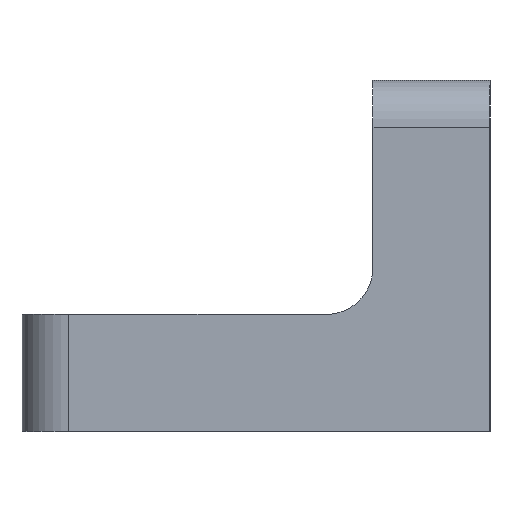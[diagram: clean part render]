
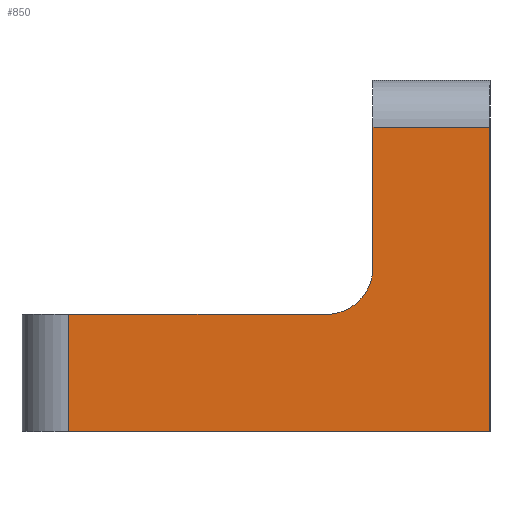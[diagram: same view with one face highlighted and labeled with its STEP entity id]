
A CAD part, left-side view. The second image highlights one B-rep face of the part: STEP entity #850.
In plain terms, the highlighted planar face has unit normal (-1, 0, 0).
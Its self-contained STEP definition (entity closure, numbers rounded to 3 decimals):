
#73 = PLANE('',#74);
#74 = AXIS2_PLACEMENT_3D('',#75,#76,#77);
#75 = CARTESIAN_POINT('',(-12.5,20.,-2.5));
#76 = DIRECTION('',(0.,0.,-1.));
#77 = DIRECTION('',(-1.,0.,-0.));
#127 = PLANE('',#128);
#128 = AXIS2_PLACEMENT_3D('',#129,#130,#131);
#129 = CARTESIAN_POINT('',(-12.5,5.,-7.5));
#130 = DIRECTION('',(0.,0.,1.));
#131 = DIRECTION('',(1.,0.,-0.));
#305 = PLANE('',#306);
#306 = AXIS2_PLACEMENT_3D('',#307,#308,#309);
#307 = CARTESIAN_POINT('',(0.,5.,0.));
#308 = DIRECTION('',(0.,1.,0.));
#309 = DIRECTION('',(0.,-0.,1.));
#355 = PLANE('',#356);
#356 = AXIS2_PLACEMENT_3D('',#357,#358,#359);
#357 = CARTESIAN_POINT('',(0.,0.,0.));
#358 = DIRECTION('',(0.,1.,0.));
#359 = DIRECTION('',(0.,-0.,1.));
#647 = CYLINDRICAL_SURFACE('',#648,2.);
#648 = AXIS2_PLACEMENT_3D('',#649,#650,#651);
#649 = CARTESIAN_POINT('',(-12.5,7.,-0.5));
#650 = DIRECTION('',(1.,-0.,0.));
#651 = DIRECTION('',(0.,0.,-1.));
#770 = VERTEX_POINT('',#771);
#771 = CARTESIAN_POINT('',(-12.5,0.,-7.5));
#792 = EDGE_CURVE('',#793,#770,#795,.T.);
#793 = VERTEX_POINT('',#794);
#794 = CARTESIAN_POINT('',(-12.5,18.,-7.5));
#795 = SURFACE_CURVE('',#796,(#800,#807),.PCURVE_S1.);
#796 = LINE('',#797,#798);
#797 = CARTESIAN_POINT('',(-12.5,5.,-7.5));
#798 = VECTOR('',#799,1.);
#799 = DIRECTION('',(-0.,-1.,-0.));
#800 = PCURVE('',#127,#801);
#801 = DEFINITIONAL_REPRESENTATION('',(#802),#806);
#802 = LINE('',#803,#804);
#803 = CARTESIAN_POINT('',(0.,0.));
#804 = VECTOR('',#805,1.);
#805 = DIRECTION('',(0.,-1.));
#806 = ( GEOMETRIC_REPRESENTATION_CONTEXT(2) 
PARAMETRIC_REPRESENTATION_CONTEXT() REPRESENTATION_CONTEXT('2D SPACE',''
  ) );
#807 = PCURVE('',#808,#813);
#808 = PLANE('',#809);
#809 = AXIS2_PLACEMENT_3D('',#810,#811,#812);
#810 = CARTESIAN_POINT('',(-12.5,5.,-7.5));
#811 = DIRECTION('',(1.,0.,0.));
#812 = DIRECTION('',(0.,0.,-1.));
#813 = DEFINITIONAL_REPRESENTATION('',(#814),#818);
#814 = LINE('',#815,#816);
#815 = CARTESIAN_POINT('',(0.,0.));
#816 = VECTOR('',#817,1.);
#817 = DIRECTION('',(0.,-1.));
#818 = ( GEOMETRIC_REPRESENTATION_CONTEXT(2) 
PARAMETRIC_REPRESENTATION_CONTEXT() REPRESENTATION_CONTEXT('2D SPACE',''
  ) );
#839 = CYLINDRICAL_SURFACE('',#840,2.);
#840 = AXIS2_PLACEMENT_3D('',#841,#842,#843);
#841 = CARTESIAN_POINT('',(-10.5,18.,0.));
#842 = DIRECTION('',(0.,0.,-1.));
#843 = DIRECTION('',(-1.,0.,0.));
#850 = ADVANCED_FACE('',(#851),#808,.F.);
#851 = FACE_BOUND('',#852,.T.);
#852 = EDGE_LOOP('',(#853,#876,#904,#927,#951,#974,#995));
#853 = ORIENTED_EDGE('',*,*,#854,.T.);
#854 = EDGE_CURVE('',#770,#855,#857,.T.);
#855 = VERTEX_POINT('',#856);
#856 = CARTESIAN_POINT('',(-12.5,0.,5.5));
#857 = SURFACE_CURVE('',#858,(#862,#869),.PCURVE_S1.);
#858 = LINE('',#859,#860);
#859 = CARTESIAN_POINT('',(-12.5,0.,-7.5));
#860 = VECTOR('',#861,1.);
#861 = DIRECTION('',(0.,0.,1.));
#862 = PCURVE('',#808,#863);
#863 = DEFINITIONAL_REPRESENTATION('',(#864),#868);
#864 = LINE('',#865,#866);
#865 = CARTESIAN_POINT('',(0.,-5.));
#866 = VECTOR('',#867,1.);
#867 = DIRECTION('',(-1.,0.));
#868 = ( GEOMETRIC_REPRESENTATION_CONTEXT(2) 
PARAMETRIC_REPRESENTATION_CONTEXT() REPRESENTATION_CONTEXT('2D SPACE',''
  ) );
#869 = PCURVE('',#355,#870);
#870 = DEFINITIONAL_REPRESENTATION('',(#871),#875);
#871 = LINE('',#872,#873);
#872 = CARTESIAN_POINT('',(-7.5,-12.5));
#873 = VECTOR('',#874,1.);
#874 = DIRECTION('',(1.,0.));
#875 = ( GEOMETRIC_REPRESENTATION_CONTEXT(2) 
PARAMETRIC_REPRESENTATION_CONTEXT() REPRESENTATION_CONTEXT('2D SPACE',''
  ) );
#876 = ORIENTED_EDGE('',*,*,#877,.T.);
#877 = EDGE_CURVE('',#855,#878,#880,.T.);
#878 = VERTEX_POINT('',#879);
#879 = CARTESIAN_POINT('',(-12.5,5.,5.5));
#880 = SURFACE_CURVE('',#881,(#885,#892),.PCURVE_S1.);
#881 = LINE('',#882,#883);
#882 = CARTESIAN_POINT('',(-12.5,5.,5.5));
#883 = VECTOR('',#884,1.);
#884 = DIRECTION('',(-0.,1.,-0.));
#885 = PCURVE('',#808,#886);
#886 = DEFINITIONAL_REPRESENTATION('',(#887),#891);
#887 = LINE('',#888,#889);
#888 = CARTESIAN_POINT('',(-13.,0.));
#889 = VECTOR('',#890,1.);
#890 = DIRECTION('',(0.,1.));
#891 = ( GEOMETRIC_REPRESENTATION_CONTEXT(2) 
PARAMETRIC_REPRESENTATION_CONTEXT() REPRESENTATION_CONTEXT('2D SPACE',''
  ) );
#892 = PCURVE('',#893,#898);
#893 = CYLINDRICAL_SURFACE('',#894,2.);
#894 = AXIS2_PLACEMENT_3D('',#895,#896,#897);
#895 = CARTESIAN_POINT('',(-10.5,5.,5.5));
#896 = DIRECTION('',(0.,-1.,0.));
#897 = DIRECTION('',(0.,0.,-1.));
#898 = DEFINITIONAL_REPRESENTATION('',(#899),#903);
#899 = LINE('',#900,#901);
#900 = CARTESIAN_POINT('',(4.712,0.));
#901 = VECTOR('',#902,1.);
#902 = DIRECTION('',(0.,-1.));
#903 = ( GEOMETRIC_REPRESENTATION_CONTEXT(2) 
PARAMETRIC_REPRESENTATION_CONTEXT() REPRESENTATION_CONTEXT('2D SPACE',''
  ) );
#904 = ORIENTED_EDGE('',*,*,#905,.F.);
#905 = EDGE_CURVE('',#906,#878,#908,.T.);
#906 = VERTEX_POINT('',#907);
#907 = CARTESIAN_POINT('',(-12.5,5.,-0.5));
#908 = SURFACE_CURVE('',#909,(#913,#920),.PCURVE_S1.);
#909 = LINE('',#910,#911);
#910 = CARTESIAN_POINT('',(-12.5,5.,-7.5));
#911 = VECTOR('',#912,1.);
#912 = DIRECTION('',(0.,0.,1.));
#913 = PCURVE('',#808,#914);
#914 = DEFINITIONAL_REPRESENTATION('',(#915),#919);
#915 = LINE('',#916,#917);
#916 = CARTESIAN_POINT('',(0.,0.));
#917 = VECTOR('',#918,1.);
#918 = DIRECTION('',(-1.,0.));
#919 = ( GEOMETRIC_REPRESENTATION_CONTEXT(2) 
PARAMETRIC_REPRESENTATION_CONTEXT() REPRESENTATION_CONTEXT('2D SPACE',''
  ) );
#920 = PCURVE('',#305,#921);
#921 = DEFINITIONAL_REPRESENTATION('',(#922),#926);
#922 = LINE('',#923,#924);
#923 = CARTESIAN_POINT('',(-7.5,-12.5));
#924 = VECTOR('',#925,1.);
#925 = DIRECTION('',(1.,0.));
#926 = ( GEOMETRIC_REPRESENTATION_CONTEXT(2) 
PARAMETRIC_REPRESENTATION_CONTEXT() REPRESENTATION_CONTEXT('2D SPACE',''
  ) );
#927 = ORIENTED_EDGE('',*,*,#928,.T.);
#928 = EDGE_CURVE('',#906,#929,#931,.T.);
#929 = VERTEX_POINT('',#930);
#930 = CARTESIAN_POINT('',(-12.5,7.,-2.5));
#931 = SURFACE_CURVE('',#932,(#937,#944),.PCURVE_S1.);
#932 = CIRCLE('',#933,2.);
#933 = AXIS2_PLACEMENT_3D('',#934,#935,#936);
#934 = CARTESIAN_POINT('',(-12.5,7.,-0.5));
#935 = DIRECTION('',(1.,0.,0.));
#936 = DIRECTION('',(0.,0.,-1.));
#937 = PCURVE('',#808,#938);
#938 = DEFINITIONAL_REPRESENTATION('',(#939),#943);
#939 = CIRCLE('',#940,2.);
#940 = AXIS2_PLACEMENT_2D('',#941,#942);
#941 = CARTESIAN_POINT('',(-7.,2.));
#942 = DIRECTION('',(1.,0.));
#943 = ( GEOMETRIC_REPRESENTATION_CONTEXT(2) 
PARAMETRIC_REPRESENTATION_CONTEXT() REPRESENTATION_CONTEXT('2D SPACE',''
  ) );
#944 = PCURVE('',#647,#945);
#945 = DEFINITIONAL_REPRESENTATION('',(#946),#950);
#946 = LINE('',#947,#948);
#947 = CARTESIAN_POINT('',(0.,0.));
#948 = VECTOR('',#949,1.);
#949 = DIRECTION('',(1.,0.));
#950 = ( GEOMETRIC_REPRESENTATION_CONTEXT(2) 
PARAMETRIC_REPRESENTATION_CONTEXT() REPRESENTATION_CONTEXT('2D SPACE',''
  ) );
#951 = ORIENTED_EDGE('',*,*,#952,.F.);
#952 = EDGE_CURVE('',#953,#929,#955,.T.);
#953 = VERTEX_POINT('',#954);
#954 = CARTESIAN_POINT('',(-12.5,18.,-2.5));
#955 = SURFACE_CURVE('',#956,(#960,#967),.PCURVE_S1.);
#956 = LINE('',#957,#958);
#957 = CARTESIAN_POINT('',(-12.5,20.,-2.5));
#958 = VECTOR('',#959,1.);
#959 = DIRECTION('',(-0.,-1.,-0.));
#960 = PCURVE('',#808,#961);
#961 = DEFINITIONAL_REPRESENTATION('',(#962),#966);
#962 = LINE('',#963,#964);
#963 = CARTESIAN_POINT('',(-5.,15.));
#964 = VECTOR('',#965,1.);
#965 = DIRECTION('',(0.,-1.));
#966 = ( GEOMETRIC_REPRESENTATION_CONTEXT(2) 
PARAMETRIC_REPRESENTATION_CONTEXT() REPRESENTATION_CONTEXT('2D SPACE',''
  ) );
#967 = PCURVE('',#73,#968);
#968 = DEFINITIONAL_REPRESENTATION('',(#969),#973);
#969 = LINE('',#970,#971);
#970 = CARTESIAN_POINT('',(0.,0.));
#971 = VECTOR('',#972,1.);
#972 = DIRECTION('',(0.,-1.));
#973 = ( GEOMETRIC_REPRESENTATION_CONTEXT(2) 
PARAMETRIC_REPRESENTATION_CONTEXT() REPRESENTATION_CONTEXT('2D SPACE',''
  ) );
#974 = ORIENTED_EDGE('',*,*,#975,.T.);
#975 = EDGE_CURVE('',#953,#793,#976,.T.);
#976 = SURFACE_CURVE('',#977,(#981,#988),.PCURVE_S1.);
#977 = LINE('',#978,#979);
#978 = CARTESIAN_POINT('',(-12.5,18.,-7.5));
#979 = VECTOR('',#980,1.);
#980 = DIRECTION('',(0.,-0.,-1.));
#981 = PCURVE('',#808,#982);
#982 = DEFINITIONAL_REPRESENTATION('',(#983),#987);
#983 = LINE('',#984,#985);
#984 = CARTESIAN_POINT('',(0.,13.));
#985 = VECTOR('',#986,1.);
#986 = DIRECTION('',(1.,-0.));
#987 = ( GEOMETRIC_REPRESENTATION_CONTEXT(2) 
PARAMETRIC_REPRESENTATION_CONTEXT() REPRESENTATION_CONTEXT('2D SPACE',''
  ) );
#988 = PCURVE('',#839,#989);
#989 = DEFINITIONAL_REPRESENTATION('',(#990),#994);
#990 = LINE('',#991,#992);
#991 = CARTESIAN_POINT('',(0.,7.5));
#992 = VECTOR('',#993,1.);
#993 = DIRECTION('',(0.,1.));
#994 = ( GEOMETRIC_REPRESENTATION_CONTEXT(2) 
PARAMETRIC_REPRESENTATION_CONTEXT() REPRESENTATION_CONTEXT('2D SPACE',''
  ) );
#995 = ORIENTED_EDGE('',*,*,#792,.T.);
